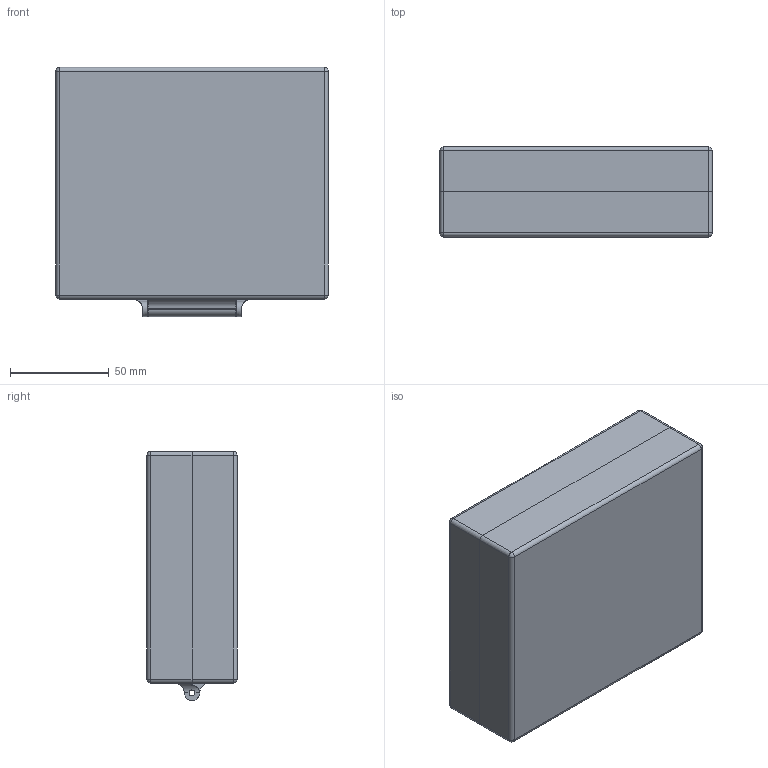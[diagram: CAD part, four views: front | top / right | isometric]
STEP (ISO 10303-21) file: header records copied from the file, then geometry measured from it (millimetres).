
FILE_DESCRIPTION(/* description */ (''),/* implementation_level */ '2;1');
FILE_NAME(/* name */ 'COLOR BOARD BOX v2.step',/* time_stamp */ '2021-08-27T12:00:18+02:00',/* author */ (''),/* organization */ (''),/* preprocessor_version */ 'ST-DEVELOPER v18.1',/* originating_system */ 'Autodesk Translation Framework v10.10.0.1391',/* authorisation */ '');
FILE_SCHEMA (('AUTOMOTIVE_DESIGN { 1 0 10303 214 3 1 1 }'));
Length unit declared in the file: millimetre
Products named in the file (2): COLOR BOARD BOX; COLOR BOARDS
Assembly tree (48 placements, depth 2):
  COLOR BOARD BOX
    COLOR BOARDS  x48
Bounding box: 137.5 x 45.5 x 125.85 mm (x, y, z)
Volume: 418557 mm3; surface area: 388973.3 mm2
Topology: 50 solids, 50 shells, 1430 faces, 3842 edges, 2550 vertices
Faces by surface type: plane 1051, bspline 286, cylinder 85, sphere 8
Full cylindrical faces by diameter (mm): 4.5 x48
Entity records: 38763 total; most frequent: CARTESIAN_POINT 11469, ORIENTED_EDGE 6274, DIRECTION 4369, EDGE_CURVE 3137, LINE 2485, VECTOR 2485, VERTEX_POINT 2080, EDGE_LOOP 1243
